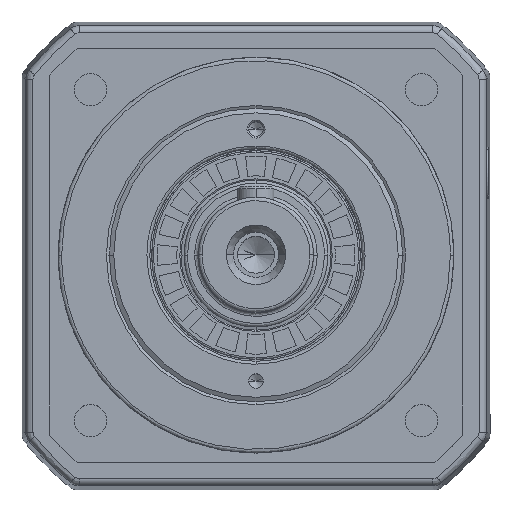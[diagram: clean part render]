
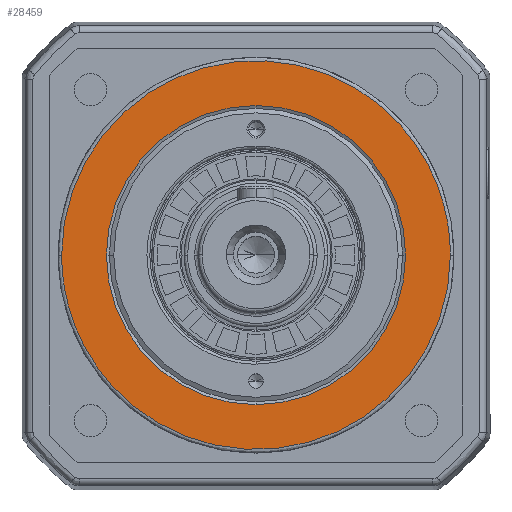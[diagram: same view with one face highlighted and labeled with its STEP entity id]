
A CAD part, top view. The second image highlights one B-rep face of the part: STEP entity #28459.
In plain terms, the highlighted planar face has unit normal (0, 0, 1).
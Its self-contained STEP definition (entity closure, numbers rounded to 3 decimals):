
#107 = EDGE_LOOP ( 'NONE', ( #17437, #27124 ) ) ;
#1785 = DIRECTION ( 'NONE',  ( 0., 0., 1. ) ) ;
#8960 = DIRECTION ( 'NONE',  ( 0., 0., -1. ) ) ;
#10992 = EDGE_LOOP ( 'NONE', ( #27338, #28276 ) ) ;
#11015 = AXIS2_PLACEMENT_3D ( 'NONE', #47165, #35902, #39716 ) ;
#16227 = CARTESIAN_POINT ( 'NONE',  ( 0., 41.55, 72.5 ) ) ;
#16947 = VERTEX_POINT ( 'NONE', #40924 ) ;
#17290 = DIRECTION ( 'NONE',  ( 0., -1., 0. ) ) ;
#17437 = ORIENTED_EDGE ( 'NONE', *, *, #49009, .T. ) ;
#20427 = DIRECTION ( 'NONE',  ( 1., 0., 0. ) ) ;
#20490 = EDGE_CURVE ( 'NONE', #16947, #25811, #43131, .T. ) ;
#20609 = CARTESIAN_POINT ( 'NONE',  ( 0., 0., 72.5 ) ) ;
#20923 = CARTESIAN_POINT ( 'NONE',  ( -54., 108., 72.5 ) ) ;
#24714 = CARTESIAN_POINT ( 'NONE',  ( 54., 108., 72.5 ) ) ;
#25085 = FACE_OUTER_BOUND ( 'NONE', #10992, .T. ) ;
#25811 = VERTEX_POINT ( 'NONE', #31958 ) ;
#27124 = ORIENTED_EDGE ( 'NONE', *, *, #34458, .T. ) ;
#27338 = ORIENTED_EDGE ( 'NONE', *, *, #20490, .F. ) ;
#27525 = CARTESIAN_POINT ( 'NONE',  ( -54., -108., 72.5 ) ) ;
#28276 = ORIENTED_EDGE ( 'NONE', *, *, #49086, .F. ) ;
#28459 = ADVANCED_FACE ( 'NONE', ( #46460, #25085 ), #31539, .T. ) ;
#29518 = AXIS2_PLACEMENT_3D ( 'NONE', #32035, #1785, #20427 ) ;
#30110 = CARTESIAN_POINT ( 'NONE',  ( 54., -108., 72.5 ) ) ;
#30227 = CIRCLE ( 'NONE', #47182, 41.55 ) ;
#31539 = PLANE ( 'NONE',  #29518 ) ;
#31958 = CARTESIAN_POINT ( 'NONE',  ( -54., 0., 72.5 ) ) ;
#32035 = CARTESIAN_POINT ( 'NONE',  ( 0., 0., 72.5 ) ) ;
#32221 = CARTESIAN_POINT ( 'NONE',  ( 54., 0., 72.5 ) ) ;
#34458 = EDGE_CURVE ( 'NONE', #41503, #49173, #45561, .T. ) ;
#35902 = DIRECTION ( 'NONE',  ( 0., 0., -1. ) ) ;
#36223 =( BOUNDED_CURVE ( )  B_SPLINE_CURVE ( 3, ( #43277, #20923, #24714, #32221 ),
 .UNSPECIFIED., .F., .F. ) 
 B_SPLINE_CURVE_WITH_KNOTS ( ( 4, 4 ),
 ( 0., 1. ),
 .UNSPECIFIED. ) 
 CURVE ( )  GEOMETRIC_REPRESENTATION_ITEM ( )  RATIONAL_B_SPLINE_CURVE ( ( 1., 0.333, 0.333, 1. ) ) 
 REPRESENTATION_ITEM ( '' )  );
#39716 = DIRECTION ( 'NONE',  ( 0., -1., 0. ) ) ;
#40924 = CARTESIAN_POINT ( 'NONE',  ( 54., 0., 72.5 ) ) ;
#41374 = CARTESIAN_POINT ( 'NONE',  ( 54., 0., 72.5 ) ) ;
#41503 = VERTEX_POINT ( 'NONE', #16227 ) ;
#43131 =( BOUNDED_CURVE ( )  B_SPLINE_CURVE ( 3, ( #41374, #30110, #27525, #46411 ),
 .UNSPECIFIED., .F., .F. ) 
 B_SPLINE_CURVE_WITH_KNOTS ( ( 4, 4 ),
 ( 0., 1. ),
 .UNSPECIFIED. ) 
 CURVE ( )  GEOMETRIC_REPRESENTATION_ITEM ( )  RATIONAL_B_SPLINE_CURVE ( ( 1., 0.333, 0.333, 1. ) ) 
 REPRESENTATION_ITEM ( '' )  );
#43277 = CARTESIAN_POINT ( 'NONE',  ( -54., 0., 72.5 ) ) ;
#45561 = CIRCLE ( 'NONE', #11015, 41.55 ) ;
#46411 = CARTESIAN_POINT ( 'NONE',  ( -54., 0., 72.5 ) ) ;
#46460 = FACE_BOUND ( 'NONE', #107, .T. ) ;
#47165 = CARTESIAN_POINT ( 'NONE',  ( 0., 0., 72.5 ) ) ;
#47182 = AXIS2_PLACEMENT_3D ( 'NONE', #20609, #8960, #17290 ) ;
#48249 = CARTESIAN_POINT ( 'NONE',  ( 0., -41.55, 72.5 ) ) ;
#49009 = EDGE_CURVE ( 'NONE', #49173, #41503, #30227, .T. ) ;
#49086 = EDGE_CURVE ( 'NONE', #25811, #16947, #36223, .T. ) ;
#49173 = VERTEX_POINT ( 'NONE', #48249 ) ;
